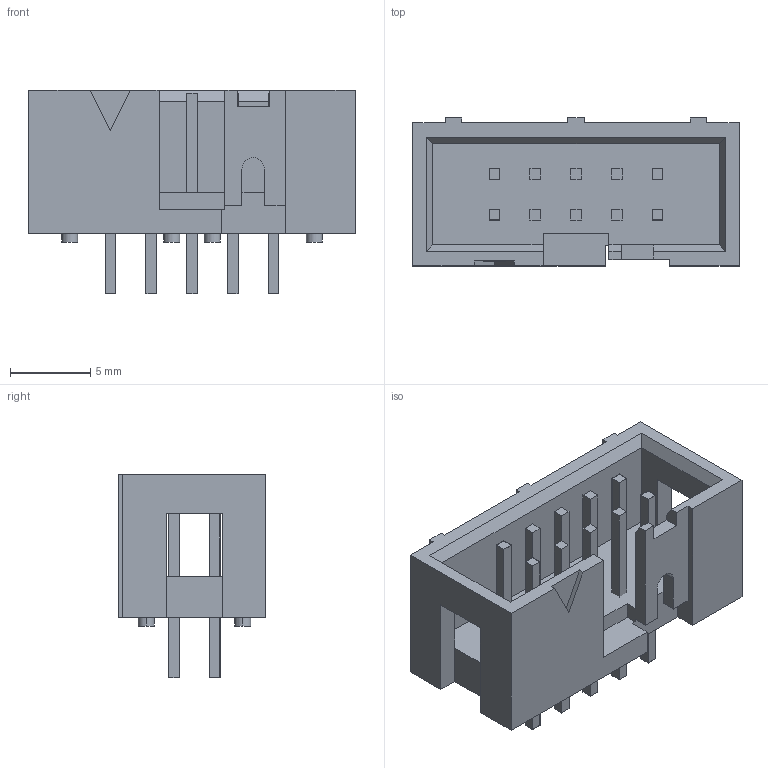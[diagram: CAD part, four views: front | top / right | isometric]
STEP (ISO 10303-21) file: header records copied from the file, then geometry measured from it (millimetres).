
FILE_DESCRIPTION (( 'STEP AP214' ), '1' );
FILE_NAME ('User Library-LP10V.STEP', '2014-03-04T14:50:15', ( 'Windows User' ), ( '' ), 'SwSTEP 2.0', 'SolidWorks 2014', '' );
FILE_SCHEMA (( 'AUTOMOTIVE_DESIGN' ));
Length unit declared in the file: millimetre
Products named in the file (3): User Library-LP10V; User Library-LP10V_Fusion; User Library-LP10V_LP10V
Assembly tree (2 placements, depth 2):
  User Library-LP10V
    User Library-LP10V_LP10V
    User Library-LP10V_Fusion
Bounding box: 20.32 x 9.2 x 12.66 mm (x, y, z)
Volume: 846.2 mm3; surface area: 1588 mm2
Topology: 11 solids, 11 shells, 178 faces, 434 edges, 286 vertices
Faces by surface type: plane 164, cylinder 14
Entity records: 7287 total; most frequent: CARTESIAN_POINT 903, ORIENTED_EDGE 868, DIRECTION 828, EDGE_CURVE 434, VECTOR 406, LINE 406, VERTEX_POINT 286, AXIS2_PLACEMENT_3D 211
